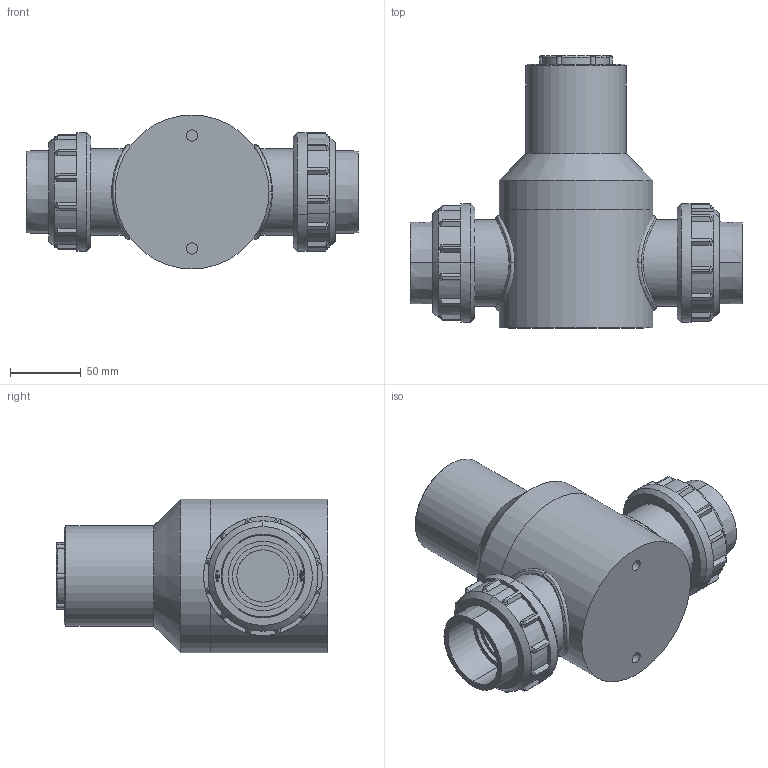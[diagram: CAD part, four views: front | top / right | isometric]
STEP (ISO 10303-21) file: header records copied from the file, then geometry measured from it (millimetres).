
FILE_DESCRIPTION (( 'STEP AP214' ), '1' );
FILE_NAME ('50-1102-1X.STEP', '2019-10-28T11:08:21', ( '' ), ( '' ), 'SwSTEP 2.0', 'SolidWorks 2020', '' );
FILE_SCHEMA (( 'AUTOMOTIVE_DESIGN' ));
Length unit declared in the file: millimetre
Products named in the file (7): 50mm Fusion weld body - PS-90-151; 50mm end; 50mm fusion stub - PP with bead; 50mm Dust Cap; 50-1102-1X; 50mm; PVC Bonnet all size_50mm PVC-304
Assembly tree (9 placements, depth 2):
  50-1102-1X
    50mm Fusion weld body - PS-90-151
    50mm fusion stub - PP with bead  x2
    50mm end  x2
    50mm  x2
    PVC Bonnet all size_50mm PVC-304
    50mm Dust Cap
Bounding box: 235 x 192.5 x 109 mm (x, y, z)
Volume: 1613481.8 mm3; surface area: 217072.8 mm2
Topology: 9 solids, 9 shells, 540 faces, 1366 edges, 879 vertices
Faces by surface type: plane 356, cylinder 128, bspline 25, cone 19, torus 12
Full cylindrical faces by diameter (mm): 7.938 x2, 35.5 x1, 37 x2, 38 x1, 39 x2, 56 x1, 61 x2, 62.2 x1, 70 x6, 71 x1, 109 x2
Entity records: 14682 total; most frequent: CARTESIAN_POINT 7457, ORIENTED_EDGE 1448, DIRECTION 1383, EDGE_CURVE 724, VERTEX_POINT 477, AXIS2_PLACEMENT_3D 475, LINE 433, VECTOR 433
